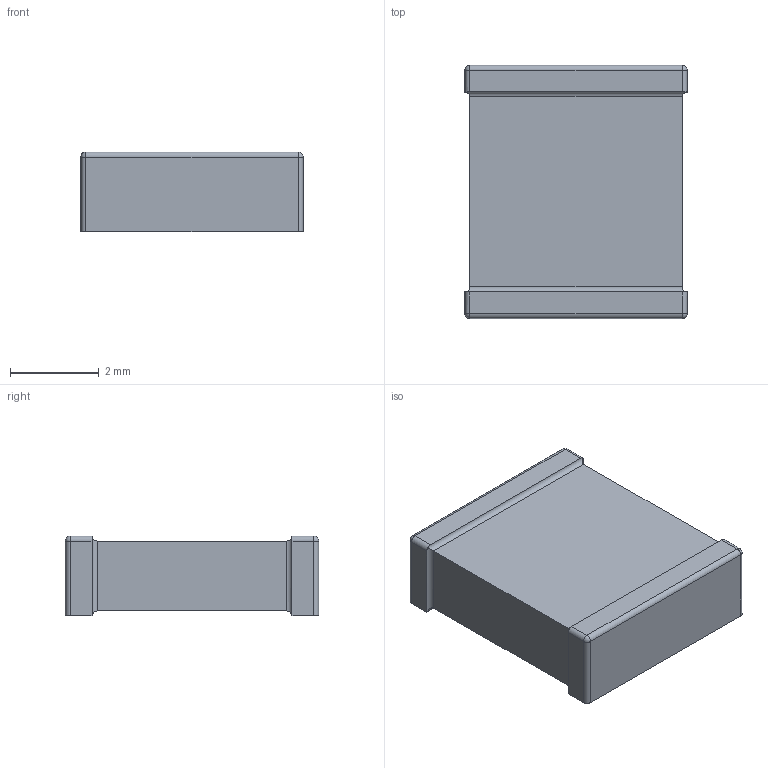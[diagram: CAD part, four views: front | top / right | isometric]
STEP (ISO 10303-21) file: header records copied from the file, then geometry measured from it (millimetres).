
FILE_DESCRIPTION(/* description */ (''),/* implementation_level */ '2;1');
FILE_NAME(/* name */ 'C-2220.stp',/* time_stamp */ '2020-07-09T17:29:57+02:00',/* author */ ('sawaiz'),/* organization */ (''),/* preprocessor_version */ 'ST-DEVELOPER v18.1',/* originating_system */ 'Autodesk Inventor 2020',/* authorisation */ '');
FILE_SCHEMA (('AUTOMOTIVE_DESIGN { 1 0 10303 214 3 1 1 }'));
Length unit declared in the file: millimetre
Products named in the file (1): 2220
Bounding box: 5 x 5.7 x 1.8 mm (x, y, z)
Volume: 44.7 mm3; surface area: 92.2 mm2
Topology: 1 solids, 1 shells, 36 faces, 78 edges, 44 vertices
Faces by surface type: cylinder 18, plane 14, sphere 4
Entity records: 1060 total; most frequent: CARTESIAN_POINT 199, DIRECTION 168, ORIENTED_EDGE 156, EDGE_CURVE 78, AXIS2_PLACEMENT_3D 61, LINE 46, VECTOR 46, VERTEX_POINT 44
